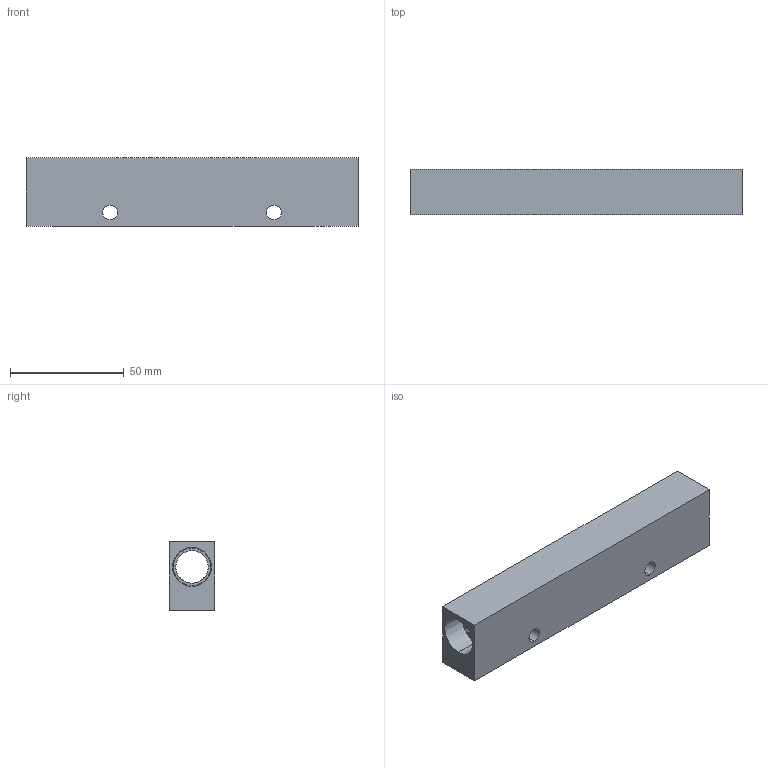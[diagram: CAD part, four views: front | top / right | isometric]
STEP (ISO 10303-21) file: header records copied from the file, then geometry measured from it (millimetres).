
FILE_DESCRIPTION(('STEP AP214'),'1');
FILE_NAME('3311_13_17_04.stp','2016-07-07T14:26:13',('TraceParts'),('TraceParts S.A.'),'Spatial InterOp 3D',' ',' ');
FILE_SCHEMA(('automotive_design'));
Length unit declared in the file: millimetre
Products named in the file (1): Diam_tre du per_age _6.5 (6.5)1
Bounding box: 146 x 20 x 30 mm (x, y, z)
Volume: 54986.9 mm3; surface area: 24102 mm2
Topology: 1 solids, 1 shells, 38 faces, 94 edges, 60 vertices
Faces by surface type: cylinder 14, cone 12, plane 12
Entity records: 1815 total; most frequent: CARTESIAN_POINT 529, DIRECTION 208, ORIENTED_EDGE 188, EDGE_CURVE 94, AXIS2_PLACEMENT_3D 83, VERTEX_POINT 60, EDGE_LOOP 54, CIRCLE 44
